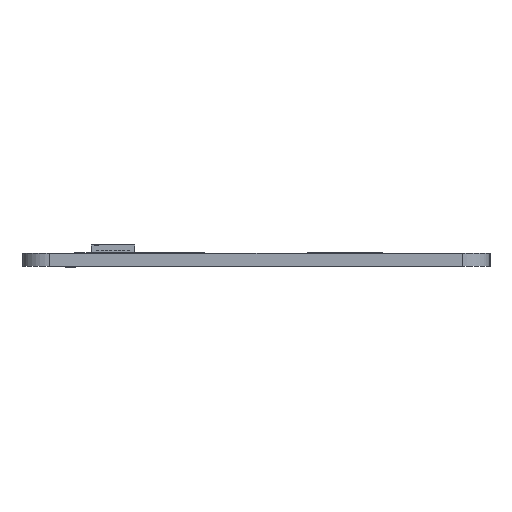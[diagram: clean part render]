
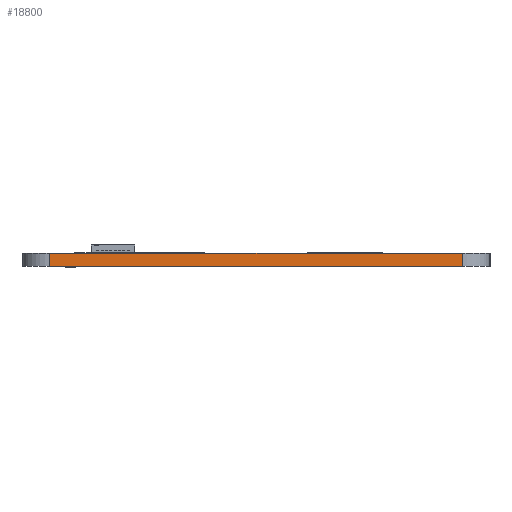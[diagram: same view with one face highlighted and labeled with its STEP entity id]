
A CAD part, left-side view. The second image highlights one B-rep face of the part: STEP entity #18800.
In plain terms, the highlighted planar face has unit normal (-1, 0, 0).
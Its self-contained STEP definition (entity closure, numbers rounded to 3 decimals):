
#17461 = VERTEX_POINT('',#17462);
#17462 = CARTESIAN_POINT('',(-86.6,23.815,0.));
#17469 = EDGE_CURVE('',#17470,#17461,#17472,.T.);
#17470 = VERTEX_POINT('',#17471);
#17471 = CARTESIAN_POINT('',(-86.6,-23.815,0.));
#17472 = LINE('',#17473,#17474);
#17473 = CARTESIAN_POINT('',(-86.6,-23.815,0.));
#17474 = VECTOR('',#17475,1.);
#17475 = DIRECTION('',(0.,1.,0.));
#18117 = VERTEX_POINT('',#18118);
#18118 = CARTESIAN_POINT('',(-86.6,23.815,1.51));
#18125 = EDGE_CURVE('',#18126,#18117,#18128,.T.);
#18126 = VERTEX_POINT('',#18127);
#18127 = CARTESIAN_POINT('',(-86.6,-23.815,1.51));
#18128 = LINE('',#18129,#18130);
#18129 = CARTESIAN_POINT('',(-86.6,-23.815,1.51));
#18130 = VECTOR('',#18131,1.);
#18131 = DIRECTION('',(0.,1.,0.));
#18770 = EDGE_CURVE('',#17461,#18117,#18771,.T.);
#18771 = LINE('',#18772,#18773);
#18772 = CARTESIAN_POINT('',(-86.6,23.815,0.));
#18773 = VECTOR('',#18774,1.);
#18774 = DIRECTION('',(0.,0.,1.));
#18800 = ADVANCED_FACE('',(#18801),#18812,.T.);
#18801 = FACE_BOUND('',#18802,.T.);
#18802 = EDGE_LOOP('',(#18803,#18809,#18810,#18811));
#18803 = ORIENTED_EDGE('',*,*,#18804,.T.);
#18804 = EDGE_CURVE('',#17470,#18126,#18805,.T.);
#18805 = LINE('',#18806,#18807);
#18806 = CARTESIAN_POINT('',(-86.6,-23.815,0.));
#18807 = VECTOR('',#18808,1.);
#18808 = DIRECTION('',(0.,0.,1.));
#18809 = ORIENTED_EDGE('',*,*,#18125,.T.);
#18810 = ORIENTED_EDGE('',*,*,#18770,.F.);
#18811 = ORIENTED_EDGE('',*,*,#17469,.F.);
#18812 = PLANE('',#18813);
#18813 = AXIS2_PLACEMENT_3D('',#18814,#18815,#18816);
#18814 = CARTESIAN_POINT('',(-86.6,-23.815,0.));
#18815 = DIRECTION('',(-1.,0.,0.));
#18816 = DIRECTION('',(0.,1.,0.));
